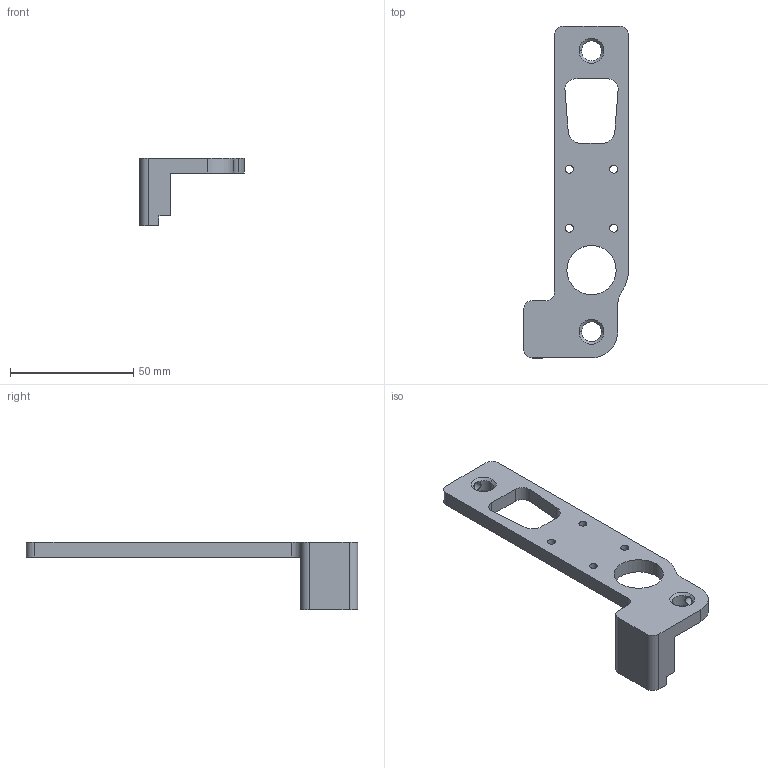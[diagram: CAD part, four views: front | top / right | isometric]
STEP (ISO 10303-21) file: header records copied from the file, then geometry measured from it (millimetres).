
FILE_DESCRIPTION (( 'STEP AP203' ), '1' );
FILE_NAME ('CB-001-004 - Motor Mount Plate.STEP', '2023-07-26T21:08:54', ( '' ), ( '' ), 'SwSTEP 2.0', 'SolidWorks 2023', '' );
FILE_SCHEMA (( 'CONFIG_CONTROL_DESIGN' ));
Length unit declared in the file: millimetre
Products named in the file (1): CB-001-004 - Motor Mount Plate
Bounding box: 42.6 x 134.65 x 27.38 mm (x, y, z)
Volume: 24127 mm3; surface area: 11932.3 mm2
Topology: 1 solids, 1 shells, 65 faces, 185 edges, 120 vertices
Faces by surface type: cylinder 35, plane 20, cone 10
Entity records: 2377 total; most frequent: CARTESIAN_POINT 527, DIRECTION 378, ORIENTED_EDGE 370, EDGE_CURVE 185, AXIS2_PLACEMENT_3D 143, VERTEX_POINT 120, LINE 92, VECTOR 92
